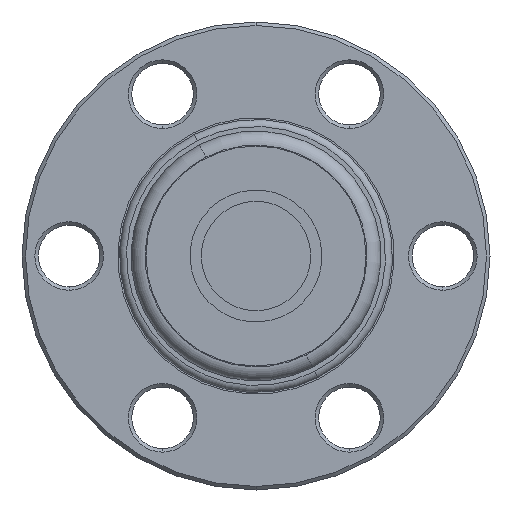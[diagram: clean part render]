
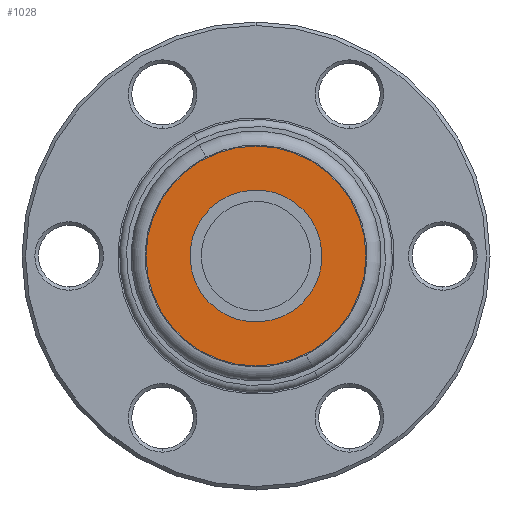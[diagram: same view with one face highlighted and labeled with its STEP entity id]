
A CAD part, front view. The second image highlights one B-rep face of the part: STEP entity #1028.
In plain terms, the highlighted planar face has unit normal (0, -1, 0).
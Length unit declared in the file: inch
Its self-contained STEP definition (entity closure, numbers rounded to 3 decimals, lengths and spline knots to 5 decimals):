
#20 = CARTESIAN_POINT ( 'NONE',  ( 0.15697, -1.46447, 0.10255 ) ) ;
#24 = AXIS2_PLACEMENT_3D ( 'NONE', #483, #1903, #519 ) ;
#49 = EDGE_LOOP ( 'NONE', ( #272, #1735 ) ) ;
#65 = PLANE ( 'NONE',  #1784 ) ;
#121 = CIRCLE ( 'NONE', #1379, 0.3125 ) ;
#171 = CIRCLE ( 'NONE', #1264, 0.3125 ) ;
#236 = CARTESIAN_POINT ( 'NONE',  ( 0., -1.46447, 0. ) ) ;
#263 = CARTESIAN_POINT ( 'NONE',  ( 0., -1.46447, -0.3125 ) ) ;
#272 = ORIENTED_EDGE ( 'NONE', *, *, #618, .F. ) ;
#278 = DIRECTION ( 'NONE',  ( 0., 0., 1. ) ) ;
#290 = FACE_OUTER_BOUND ( 'NONE', #2341, .T. ) ;
#389 = DIRECTION ( 'NONE',  ( 0., -1., 0. ) ) ;
#451 = EDGE_CURVE ( 'NONE', #1238, #2512, #2064, .T. ) ;
#483 = CARTESIAN_POINT ( 'NONE',  ( 0., -1.46447, 0. ) ) ;
#519 = DIRECTION ( 'NONE',  ( 1., 0., 0. ) ) ;
#550 = CARTESIAN_POINT ( 'NONE',  ( -0.15697, -1.46447, -0.10255 ) ) ;
#618 = EDGE_CURVE ( 'NONE', #2512, #1238, #1207, .T. ) ;
#667 = DIRECTION ( 'NONE',  ( 0., -1., 0. ) ) ;
#856 = CARTESIAN_POINT ( 'NONE',  ( 0., -1.46447, 0. ) ) ;
#868 = CARTESIAN_POINT ( 'NONE',  ( 0.3125, -1.46447, 0. ) ) ;
#917 = CARTESIAN_POINT ( 'NONE',  ( 0., -1.46447, 0.3125 ) ) ;
#946 = AXIS2_PLACEMENT_3D ( 'NONE', #968, #389, #1785 ) ;
#968 = CARTESIAN_POINT ( 'NONE',  ( 0., -1.46447, 0. ) ) ;
#1028 = ADVANCED_FACE ( 'NONE', ( #1863, #290 ), #65, .T. ) ;
#1207 = CIRCLE ( 'NONE', #24, 0.1875 ) ;
#1238 = VERTEX_POINT ( 'NONE', #550 ) ;
#1264 = AXIS2_PLACEMENT_3D ( 'NONE', #856, #2413, #1435 ) ;
#1379 = AXIS2_PLACEMENT_3D ( 'NONE', #236, #667, #278 ) ;
#1435 = DIRECTION ( 'NONE',  ( 0., 0., 1. ) ) ;
#1494 = VERTEX_POINT ( 'NONE', #917 ) ;
#1711 = EDGE_CURVE ( 'NONE', #2226, #1494, #121, .T. ) ;
#1735 = ORIENTED_EDGE ( 'NONE', *, *, #451, .F. ) ;
#1784 = AXIS2_PLACEMENT_3D ( 'NONE', #868, #2288, #2093 ) ;
#1785 = DIRECTION ( 'NONE',  ( 1., 0., 0. ) ) ;
#1863 = FACE_BOUND ( 'NONE', #49, .T. ) ;
#1903 = DIRECTION ( 'NONE',  ( 0., -1., 0. ) ) ;
#2064 = CIRCLE ( 'NONE', #946, 0.1875 ) ;
#2091 = ORIENTED_EDGE ( 'NONE', *, *, #1711, .T. ) ;
#2093 = DIRECTION ( 'NONE',  ( 0., 0., 1. ) ) ;
#2226 = VERTEX_POINT ( 'NONE', #263 ) ;
#2246 = EDGE_CURVE ( 'NONE', #1494, #2226, #171, .T. ) ;
#2288 = DIRECTION ( 'NONE',  ( 0., -1., 0. ) ) ;
#2341 = EDGE_LOOP ( 'NONE', ( #2433, #2091 ) ) ;
#2413 = DIRECTION ( 'NONE',  ( 0., -1., 0. ) ) ;
#2433 = ORIENTED_EDGE ( 'NONE', *, *, #2246, .T. ) ;
#2512 = VERTEX_POINT ( 'NONE', #20 ) ;
